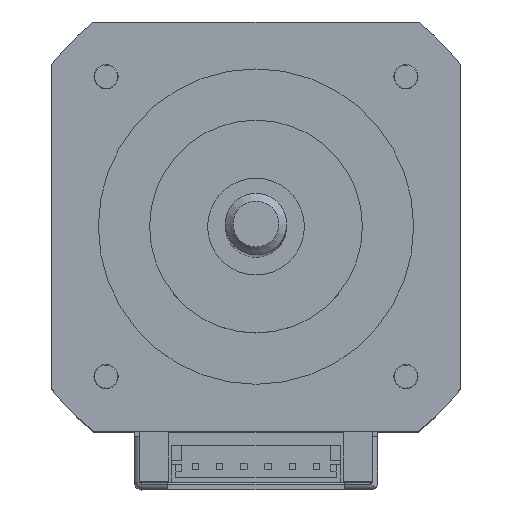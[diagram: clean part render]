
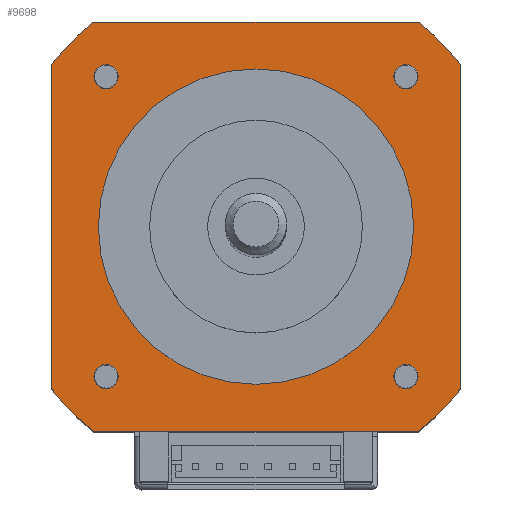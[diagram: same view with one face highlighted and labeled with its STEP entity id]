
A CAD part, top view. The second image highlights one B-rep face of the part: STEP entity #9698.
In plain terms, the highlighted planar face has unit normal (0, 0, 1).
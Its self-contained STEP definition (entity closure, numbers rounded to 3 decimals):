
#9176=CARTESIAN_POINT('',(16.3,0.,23.15));
#9177=VERTEX_POINT('',#9176);
#9178=CARTESIAN_POINT('',(0.0,0.0,23.15));
#9179=DIRECTION('',(0.0,0.0,-1.0));
#9180=DIRECTION('',(-1.0,0.0,0.0));
#9181=AXIS2_PLACEMENT_3D('',#9178,#9179,#9180);
#9182=CIRCLE('',#9181,16.3);
#9183=EDGE_CURVE('',#9177,#9177,#9182,.T.);
#9352=CARTESIAN_POINT('',(21.15,16.783,23.15));
#9353=VERTEX_POINT('',#9352);
#9360=CARTESIAN_POINT('',(21.15,-16.783,23.15));
#9361=VERTEX_POINT('',#9360);
#9362=CARTESIAN_POINT('',(21.15,-16.783,23.15));
#9363=DIRECTION('',(0.0,1.0,0.0));
#9364=VECTOR('',#9363,33.567);
#9365=LINE('',#9362,#9364);
#9366=EDGE_CURVE('',#9361,#9353,#9365,.T.);
#9401=CARTESIAN_POINT('',(-16.783,21.15,23.15));
#9402=VERTEX_POINT('',#9401);
#9409=CARTESIAN_POINT('',(16.783,21.15,23.15));
#9410=VERTEX_POINT('',#9409);
#9411=CARTESIAN_POINT('',(16.783,21.15,23.15));
#9412=DIRECTION('',(-1.0,0.0,0.0));
#9413=VECTOR('',#9412,33.567);
#9414=LINE('',#9411,#9413);
#9415=EDGE_CURVE('',#9410,#9402,#9414,.T.);
#9514=CARTESIAN_POINT('',(-21.15,-16.783,23.15));
#9515=VERTEX_POINT('',#9514);
#9516=CARTESIAN_POINT('',(-16.783,-21.15,23.15));
#9517=VERTEX_POINT('',#9516);
#9518=CARTESIAN_POINT('',(0.0,0.0,23.15));
#9519=DIRECTION('',(0.0,0.0,1.0));
#9520=DIRECTION('',(0.622,0.783,0.0));
#9521=AXIS2_PLACEMENT_3D('',#9518,#9519,#9520);
#9522=CIRCLE('',#9521,27.);
#9523=EDGE_CURVE('',#9515,#9517,#9522,.T.);
#9574=CARTESIAN_POINT('',(-21.15,16.783,23.15));
#9575=VERTEX_POINT('',#9574);
#9576=CARTESIAN_POINT('',(-21.15,16.783,23.15));
#9577=DIRECTION('',(0.0,-1.0,0.0));
#9578=VECTOR('',#9577,33.567);
#9579=LINE('',#9576,#9578);
#9580=EDGE_CURVE('',#9575,#9515,#9579,.T.);
#9599=CARTESIAN_POINT('',(16.783,-21.15,23.15));
#9600=VERTEX_POINT('',#9599);
#9601=CARTESIAN_POINT('',(0.0,0.0,23.15));
#9602=DIRECTION('',(0.0,0.0,1.0));
#9603=DIRECTION('',(-0.622,0.783,0.0));
#9604=AXIS2_PLACEMENT_3D('',#9601,#9602,#9603);
#9605=CIRCLE('',#9604,27.);
#9606=EDGE_CURVE('',#9600,#9361,#9605,.T.);
#9619=CARTESIAN_POINT('',(0.,0.,23.15));
#9620=DIRECTION('',(0.0,0.0,1.0));
#9621=DIRECTION('',(1.0,0.0,0.0));
#9622=AXIS2_PLACEMENT_3D('',#9619,#9620,#9621);
#9623=PLANE('',#9622);
#9624=ORIENTED_EDGE('',*,*,#9523,.T.);
#9625=CARTESIAN_POINT('',(-16.783,-21.15,23.15));
#9626=DIRECTION('',(1.0,0.0,0.0));
#9627=VECTOR('',#9626,33.567);
#9628=LINE('',#9625,#9627);
#9629=EDGE_CURVE('',#9517,#9600,#9628,.T.);
#9630=ORIENTED_EDGE('',*,*,#9629,.T.);
#9631=ORIENTED_EDGE('',*,*,#9606,.T.);
#9632=ORIENTED_EDGE('',*,*,#9366,.T.);
#9633=CARTESIAN_POINT('',(0.0,0.0,23.15));
#9634=DIRECTION('',(0.0,0.0,1.0));
#9635=DIRECTION('',(-0.622,-0.783,0.0));
#9636=AXIS2_PLACEMENT_3D('',#9633,#9634,#9635);
#9637=CIRCLE('',#9636,27.);
#9638=EDGE_CURVE('',#9353,#9410,#9637,.T.);
#9639=ORIENTED_EDGE('',*,*,#9638,.T.);
#9640=ORIENTED_EDGE('',*,*,#9415,.T.);
#9641=CARTESIAN_POINT('',(0.0,0.0,23.15));
#9642=DIRECTION('',(0.0,0.0,1.0));
#9643=DIRECTION('',(0.622,-0.783,0.0));
#9644=AXIS2_PLACEMENT_3D('',#9641,#9642,#9643);
#9645=CIRCLE('',#9644,27.);
#9646=EDGE_CURVE('',#9402,#9575,#9645,.T.);
#9647=ORIENTED_EDGE('',*,*,#9646,.T.);
#9648=ORIENTED_EDGE('',*,*,#9580,.T.);
#9649=EDGE_LOOP('',(#9624,#9630,#9631,#9632,#9639,#9640,#9647,#9648));
#9650=FACE_OUTER_BOUND('',#9649,.T.);
#9651=ORIENTED_EDGE('',*,*,#9183,.T.);
#9652=EDGE_LOOP('',(#9651));
#9653=FACE_BOUND('',#9652,.T.);
#9654=CARTESIAN_POINT('',(16.75,-15.5,23.15));
#9655=VERTEX_POINT('',#9654);
#9656=CARTESIAN_POINT('',(15.5,-15.5,23.15));
#9657=DIRECTION('',(0.0,0.0,-1.0));
#9658=DIRECTION('',(1.0,0.0,0.0));
#9659=AXIS2_PLACEMENT_3D('',#9656,#9657,#9658);
#9660=CIRCLE('',#9659,1.25);
#9661=EDGE_CURVE('',#9655,#9655,#9660,.T.);
#9662=ORIENTED_EDGE('',*,*,#9661,.T.);
#9663=EDGE_LOOP('',(#9662));
#9664=FACE_BOUND('',#9663,.T.);
#9665=CARTESIAN_POINT('',(16.75,15.5,23.15));
#9666=VERTEX_POINT('',#9665);
#9667=CARTESIAN_POINT('',(15.5,15.5,23.15));
#9668=DIRECTION('',(0.0,0.0,-1.0));
#9669=DIRECTION('',(1.0,0.0,0.0));
#9670=AXIS2_PLACEMENT_3D('',#9667,#9668,#9669);
#9671=CIRCLE('',#9670,1.25);
#9672=EDGE_CURVE('',#9666,#9666,#9671,.T.);
#9673=ORIENTED_EDGE('',*,*,#9672,.T.);
#9674=EDGE_LOOP('',(#9673));
#9675=FACE_BOUND('',#9674,.T.);
#9676=CARTESIAN_POINT('',(-14.25,15.5,23.15));
#9677=VERTEX_POINT('',#9676);
#9678=CARTESIAN_POINT('',(-15.5,15.5,23.15));
#9679=DIRECTION('',(0.0,0.0,-1.0));
#9680=DIRECTION('',(1.0,0.0,0.0));
#9681=AXIS2_PLACEMENT_3D('',#9678,#9679,#9680);
#9682=CIRCLE('',#9681,1.25);
#9683=EDGE_CURVE('',#9677,#9677,#9682,.T.);
#9684=ORIENTED_EDGE('',*,*,#9683,.T.);
#9685=EDGE_LOOP('',(#9684));
#9686=FACE_BOUND('',#9685,.T.);
#9687=CARTESIAN_POINT('',(-14.25,-15.5,23.15));
#9688=VERTEX_POINT('',#9687);
#9689=CARTESIAN_POINT('',(-15.5,-15.5,23.15));
#9690=DIRECTION('',(0.0,0.0,-1.0));
#9691=DIRECTION('',(1.0,0.0,0.0));
#9692=AXIS2_PLACEMENT_3D('',#9689,#9690,#9691);
#9693=CIRCLE('',#9692,1.25);
#9694=EDGE_CURVE('',#9688,#9688,#9693,.T.);
#9695=ORIENTED_EDGE('',*,*,#9694,.T.);
#9696=EDGE_LOOP('',(#9695));
#9697=FACE_BOUND('',#9696,.T.);
#9698=ADVANCED_FACE('',(#9650,#9653,#9664,#9675,#9686,#9697),#9623,.T.);
